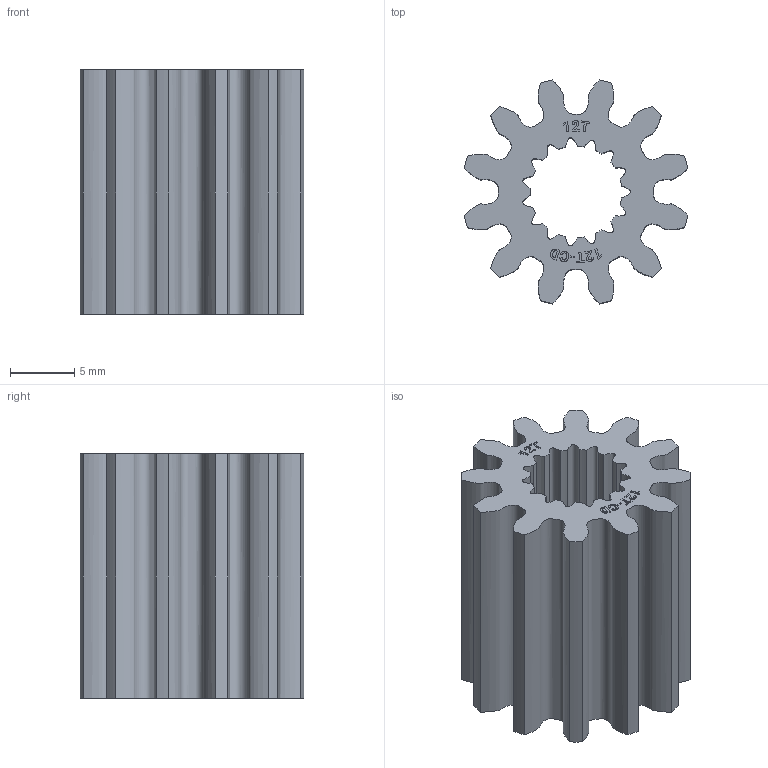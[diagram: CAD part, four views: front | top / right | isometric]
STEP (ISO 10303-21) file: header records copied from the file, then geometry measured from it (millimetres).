
FILE_DESCRIPTION (( 'STEP AP214' ), '1' );
FILE_NAME ('WCP-1010 Rev1.step', '2023-10-11T20:26:53', ( '' ), ( '' ), 'SwSTEP 2.0', 'SolidWorks 2022', '' );
FILE_SCHEMA (( 'AUTOMOTIVE_DESIGN' ));
Length unit declared in the file: inch
Products named in the file (1): WCP-1010 Rev1
Bounding box: 17.4 x 17.4 x 19.05 mm (x, y, z)
Volume: 2167.7 mm3; surface area: 2764.9 mm2
Topology: 1 solids, 1 shells, 253 faces, 690 edges, 460 vertices
Faces by surface type: plane 144, bspline 81, cylinder 28
Entity records: 19438 total; most frequent: CARTESIAN_POINT 13485, ORIENTED_EDGE 1380, DIRECTION 930, EDGE_CURVE 690, LINE 472, VECTOR 472, VERTEX_POINT 460, EDGE_LOOP 276
